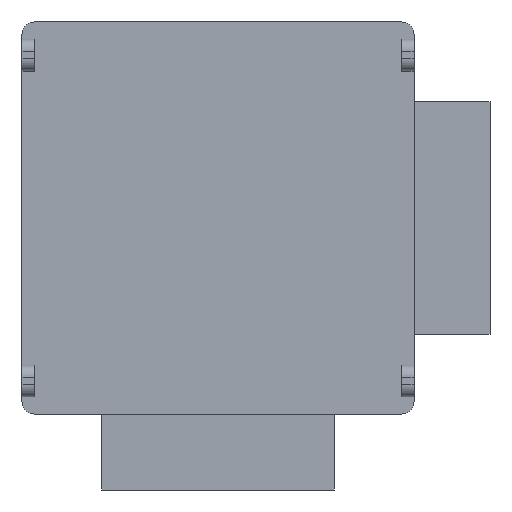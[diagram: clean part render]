
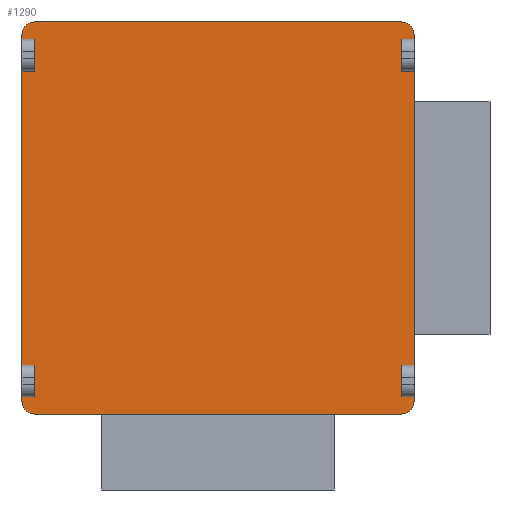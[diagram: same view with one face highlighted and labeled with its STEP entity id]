
A CAD part, front view. The second image highlights one B-rep face of the part: STEP entity #1290.
In plain terms, the highlighted planar face has unit normal (0, -1, 0).
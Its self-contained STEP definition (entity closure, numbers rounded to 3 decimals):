
#44=PLANE('',#1420);
#99=LINE('',#1929,#240);
#100=LINE('',#1932,#241);
#104=LINE('',#1944,#245);
#108=LINE('',#1955,#249);
#116=LINE('',#1974,#257);
#119=LINE('',#1982,#260);
#122=LINE('',#1987,#263);
#126=LINE('',#1997,#267);
#129=LINE('',#2005,#270);
#132=LINE('',#2010,#273);
#135=LINE('',#2022,#276);
#139=LINE('',#2031,#280);
#143=LINE('',#2042,#284);
#149=LINE('',#2059,#290);
#154=LINE('',#2070,#295);
#155=LINE('',#2073,#296);
#156=LINE('',#2074,#297);
#157=LINE('',#2076,#298);
#158=LINE('',#2078,#299);
#159=LINE('',#2079,#300);
#240=VECTOR('',#1553,10.);
#241=VECTOR('',#1556,10.);
#245=VECTOR('',#1564,10.);
#249=VECTOR('',#1572,10.);
#257=VECTOR('',#1588,10.);
#260=VECTOR('',#1595,10.);
#263=VECTOR('',#1602,10.);
#267=VECTOR('',#1612,10.);
#270=VECTOR('',#1619,10.);
#273=VECTOR('',#1626,10.);
#276=VECTOR('',#1637,10.);
#280=VECTOR('',#1643,10.);
#284=VECTOR('',#1651,10.);
#290=VECTOR('',#1669,10.);
#295=VECTOR('',#1680,10.);
#296=VECTOR('',#1685,10.);
#297=VECTOR('',#1686,10.);
#298=VECTOR('',#1687,10.);
#299=VECTOR('',#1688,10.);
#300=VECTOR('',#1689,10.);
#420=FACE_OUTER_BOUND('',#499,.T.);
#499=EDGE_LOOP('',(#1050,#1051,#1052,#1053,#1054,#1055,#1056,#1057,#1058,
#1059,#1060,#1061,#1062,#1063,#1064,#1065,#1066,#1067,#1068,#1069,#1070,
#1071,#1072,#1073));
#546=CIRCLE('',#1359,0.5);
#550=CIRCLE('',#1365,0.5);
#554=CIRCLE('',#1371,0.5);
#558=CIRCLE('',#1378,0.5);
#588=VERTEX_POINT('',#1872);
#589=VERTEX_POINT('',#1873);
#593=VERTEX_POINT('',#1885);
#594=VERTEX_POINT('',#1886);
#598=VERTEX_POINT('',#1898);
#599=VERTEX_POINT('',#1899);
#603=VERTEX_POINT('',#1914);
#604=VERTEX_POINT('',#1915);
#605=VERTEX_POINT('',#1931);
#610=VERTEX_POINT('',#1941);
#611=VERTEX_POINT('',#1943);
#616=VERTEX_POINT('',#1953);
#623=VERTEX_POINT('',#1972);
#626=VERTEX_POINT('',#1980);
#629=VERTEX_POINT('',#1995);
#632=VERTEX_POINT('',#2003);
#637=VERTEX_POINT('',#2021);
#640=VERTEX_POINT('',#2028);
#641=VERTEX_POINT('',#2030);
#646=VERTEX_POINT('',#2040);
#651=VERTEX_POINT('',#2058);
#654=VERTEX_POINT('',#2068);
#655=VERTEX_POINT('',#2075);
#656=VERTEX_POINT('',#2077);
#706=EDGE_CURVE('',#588,#589,#546,.T.);
#712=EDGE_CURVE('',#593,#594,#550,.T.);
#718=EDGE_CURVE('',#598,#599,#554,.T.);
#726=EDGE_CURVE('',#603,#604,#558,.T.);
#735=EDGE_CURVE('',#588,#599,#99,.T.);
#736=EDGE_CURVE('',#605,#604,#100,.T.);
#742=EDGE_CURVE('',#611,#610,#104,.T.);
#748=EDGE_CURVE('',#598,#616,#108,.T.);
#757=EDGE_CURVE('',#616,#623,#116,.T.);
#761=EDGE_CURVE('',#623,#626,#119,.T.);
#764=EDGE_CURVE('',#626,#611,#122,.T.);
#769=EDGE_CURVE('',#610,#629,#126,.T.);
#773=EDGE_CURVE('',#629,#632,#129,.T.);
#776=EDGE_CURVE('',#632,#605,#132,.T.);
#781=EDGE_CURVE('',#589,#637,#135,.T.);
#786=EDGE_CURVE('',#640,#641,#139,.T.);
#792=EDGE_CURVE('',#646,#593,#143,.T.);
#800=EDGE_CURVE('',#651,#641,#149,.T.);
#806=EDGE_CURVE('',#646,#654,#154,.T.);
#807=EDGE_CURVE('',#603,#594,#155,.T.);
#808=EDGE_CURVE('',#654,#651,#156,.T.);
#809=EDGE_CURVE('',#640,#655,#157,.T.);
#810=EDGE_CURVE('',#655,#656,#158,.T.);
#811=EDGE_CURVE('',#656,#637,#159,.T.);
#1050=ORIENTED_EDGE('',*,*,#706,.F.);
#1051=ORIENTED_EDGE('',*,*,#735,.T.);
#1052=ORIENTED_EDGE('',*,*,#718,.F.);
#1053=ORIENTED_EDGE('',*,*,#748,.T.);
#1054=ORIENTED_EDGE('',*,*,#757,.T.);
#1055=ORIENTED_EDGE('',*,*,#761,.T.);
#1056=ORIENTED_EDGE('',*,*,#764,.T.);
#1057=ORIENTED_EDGE('',*,*,#742,.T.);
#1058=ORIENTED_EDGE('',*,*,#769,.T.);
#1059=ORIENTED_EDGE('',*,*,#773,.T.);
#1060=ORIENTED_EDGE('',*,*,#776,.T.);
#1061=ORIENTED_EDGE('',*,*,#736,.T.);
#1062=ORIENTED_EDGE('',*,*,#726,.F.);
#1063=ORIENTED_EDGE('',*,*,#807,.T.);
#1064=ORIENTED_EDGE('',*,*,#712,.F.);
#1065=ORIENTED_EDGE('',*,*,#792,.F.);
#1066=ORIENTED_EDGE('',*,*,#806,.T.);
#1067=ORIENTED_EDGE('',*,*,#808,.T.);
#1068=ORIENTED_EDGE('',*,*,#800,.T.);
#1069=ORIENTED_EDGE('',*,*,#786,.F.);
#1070=ORIENTED_EDGE('',*,*,#809,.T.);
#1071=ORIENTED_EDGE('',*,*,#810,.T.);
#1072=ORIENTED_EDGE('',*,*,#811,.T.);
#1073=ORIENTED_EDGE('',*,*,#781,.F.);
#1290=ADVANCED_FACE('',(#420),#44,.F.);
#1359=AXIS2_PLACEMENT_3D('',#1874,#1489,#1490);
#1365=AXIS2_PLACEMENT_3D('',#1887,#1503,#1504);
#1371=AXIS2_PLACEMENT_3D('',#1900,#1517,#1518);
#1378=AXIS2_PLACEMENT_3D('',#1916,#1535,#1536);
#1420=AXIS2_PLACEMENT_3D('',#2072,#1683,#1684);
#1489=DIRECTION('center_axis',(0.,1.,0.));
#1490=DIRECTION('ref_axis',(0.707,0.,0.707));
#1503=DIRECTION('center_axis',(0.,1.,0.));
#1504=DIRECTION('ref_axis',(0.707,0.,-0.707));
#1517=DIRECTION('center_axis',(0.,1.,0.));
#1518=DIRECTION('ref_axis',(-0.707,0.,0.707));
#1535=DIRECTION('center_axis',(0.,1.,0.));
#1536=DIRECTION('ref_axis',(-0.707,0.,-0.707));
#1553=DIRECTION('',(-1.,0.,0.));
#1556=DIRECTION('',(0.,0.,-1.));
#1564=DIRECTION('',(0.,0.,-1.));
#1572=DIRECTION('',(0.,0.,-1.));
#1588=DIRECTION('',(1.,0.,0.));
#1595=DIRECTION('',(0.,0.,-1.));
#1602=DIRECTION('',(-1.,0.,0.));
#1612=DIRECTION('',(1.,0.,0.));
#1619=DIRECTION('',(0.,0.,-1.));
#1626=DIRECTION('',(-1.,0.,0.));
#1637=DIRECTION('',(0.,0.,-1.));
#1643=DIRECTION('',(0.,0.,-1.));
#1651=DIRECTION('',(0.,0.,-1.));
#1669=DIRECTION('',(1.,0.,0.));
#1680=DIRECTION('',(-1.,0.,0.));
#1683=DIRECTION('center_axis',(0.,1.,0.));
#1684=DIRECTION('ref_axis',(1.,0.,0.));
#1685=DIRECTION('',(1.,0.,0.));
#1686=DIRECTION('',(0.,0.,1.));
#1687=DIRECTION('',(-1.,0.,0.));
#1688=DIRECTION('',(0.,0.,1.));
#1689=DIRECTION('',(1.,0.,0.));
#1872=CARTESIAN_POINT('',(7.5,0.,8.));
#1873=CARTESIAN_POINT('',(8.,0.,7.5));
#1874=CARTESIAN_POINT('Origin',(7.5,0.,7.5));
#1885=CARTESIAN_POINT('',(8.,0.,-7.5));
#1886=CARTESIAN_POINT('',(7.5,0.,-8.));
#1887=CARTESIAN_POINT('Origin',(7.5,0.,-7.5));
#1898=CARTESIAN_POINT('',(-8.,0.,7.5));
#1899=CARTESIAN_POINT('',(-7.5,0.,8.));
#1900=CARTESIAN_POINT('Origin',(-7.5,0.,7.5));
#1914=CARTESIAN_POINT('',(-7.5,0.,-8.));
#1915=CARTESIAN_POINT('',(-8.,0.,-7.5));
#1916=CARTESIAN_POINT('Origin',(-7.5,0.,-7.5));
#1929=CARTESIAN_POINT('',(8.,0.,8.));
#1931=CARTESIAN_POINT('',(-8.,0.,-7.3));
#1932=CARTESIAN_POINT('',(-8.,0.,8.));
#1941=CARTESIAN_POINT('',(-8.,0.,-6.));
#1943=CARTESIAN_POINT('',(-8.,0.,6.));
#1944=CARTESIAN_POINT('',(-8.,0.,8.));
#1953=CARTESIAN_POINT('',(-8.,0.,7.3));
#1955=CARTESIAN_POINT('',(-8.,0.,8.));
#1972=CARTESIAN_POINT('',(-7.5,0.,7.3));
#1974=CARTESIAN_POINT('',(-4.,0.,7.3));
#1980=CARTESIAN_POINT('',(-7.5,0.,6.));
#1982=CARTESIAN_POINT('',(-7.5,0.,0.));
#1987=CARTESIAN_POINT('',(-4.,0.,6.));
#1995=CARTESIAN_POINT('',(-7.5,0.,-6.));
#1997=CARTESIAN_POINT('',(-4.,0.,-6.));
#2003=CARTESIAN_POINT('',(-7.5,0.,-7.3));
#2005=CARTESIAN_POINT('',(-7.5,0.,0.));
#2010=CARTESIAN_POINT('',(-4.,0.,-7.3));
#2021=CARTESIAN_POINT('',(8.,0.,7.3));
#2022=CARTESIAN_POINT('',(8.,0.,4.75));
#2028=CARTESIAN_POINT('',(8.,0.,6.));
#2030=CARTESIAN_POINT('',(8.,0.,-6.));
#2031=CARTESIAN_POINT('',(8.,0.,4.75));
#2040=CARTESIAN_POINT('',(8.,0.,-7.3));
#2042=CARTESIAN_POINT('',(8.,0.,4.75));
#2058=CARTESIAN_POINT('',(7.5,0.,-6.));
#2059=CARTESIAN_POINT('',(4.,0.,-6.));
#2068=CARTESIAN_POINT('',(7.5,0.,-7.3));
#2070=CARTESIAN_POINT('',(4.,0.,-7.3));
#2072=CARTESIAN_POINT('Origin',(0.,0.,0.));
#2073=CARTESIAN_POINT('',(-8.,0.,-8.));
#2074=CARTESIAN_POINT('',(7.5,0.,0.));
#2075=CARTESIAN_POINT('',(7.5,0.,6.));
#2076=CARTESIAN_POINT('',(4.,0.,6.));
#2077=CARTESIAN_POINT('',(7.5,0.,7.3));
#2078=CARTESIAN_POINT('',(7.5,0.,0.));
#2079=CARTESIAN_POINT('',(4.,0.,7.3));
